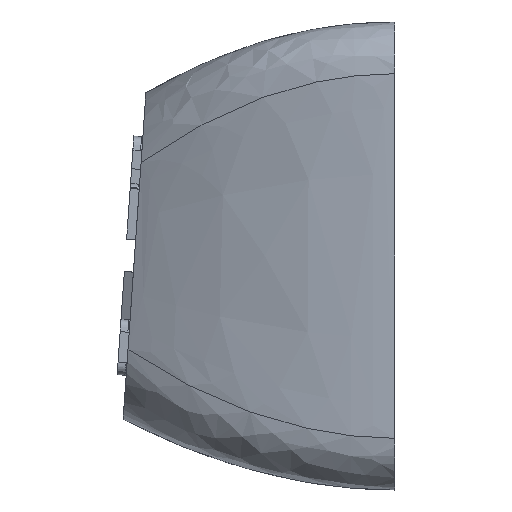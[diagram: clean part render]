
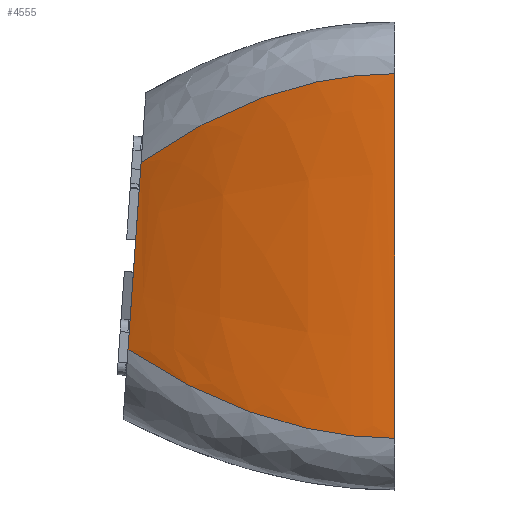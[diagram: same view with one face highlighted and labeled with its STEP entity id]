
A CAD part, left-side view. The second image highlights one B-rep face of the part: STEP entity #4555.
In plain terms, the highlighted free-form (B-spline) face has degree [3, 3] with [4, 4] control points.
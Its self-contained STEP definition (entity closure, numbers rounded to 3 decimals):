
#394=FACE_OUTER_BOUND('',#650,.T.);
#650=EDGE_LOOP('',(#4027,#4028,#4029,#4030));
#1058=LINE('',#9859,#1441);
#1059=LINE('',#9908,#1442);
#1441=VECTOR('',#5385,10.);
#1442=VECTOR('',#5388,10.);
#1687=B_SPLINE_CURVE_WITH_KNOTS('',3,(#9887,#9888,#9889,#9890),
 .UNSPECIFIED.,.F.,.F.,(4,4),(0.,1.),.UNSPECIFIED.);
#1688=B_SPLINE_CURVE_WITH_KNOTS('',3,(#9909,#9910,#9911,#9912),
 .UNSPECIFIED.,.F.,.F.,(4,4),(0.,1.),.UNSPECIFIED.);
#2146=VERTEX_POINT('',#9845);
#2152=VERTEX_POINT('',#9857);
#2154=VERTEX_POINT('',#9881);
#2155=VERTEX_POINT('',#9907);
#2805=EDGE_CURVE('',#2146,#2152,#1058,.T.);
#2808=EDGE_CURVE('',#2154,#2146,#1687,.T.);
#2809=EDGE_CURVE('',#2154,#2155,#1059,.T.);
#2810=EDGE_CURVE('',#2155,#2152,#1688,.T.);
#4027=ORIENTED_EDGE('',*,*,#2809,.F.);
#4028=ORIENTED_EDGE('',*,*,#2808,.T.);
#4029=ORIENTED_EDGE('',*,*,#2805,.T.);
#4030=ORIENTED_EDGE('',*,*,#2810,.F.);
#4318=B_SPLINE_SURFACE_WITH_KNOTS('',3,3,((#9891,#9892,#9893,#9894),(#9895,
#9896,#9897,#9898),(#9899,#9900,#9901,#9902),(#9903,#9904,#9905,#9906)),
 .UNSPECIFIED.,.F.,.F.,.F.,(4,4),(4,4),(0.,1.),(0.,1.),.UNSPECIFIED.);
#4555=ADVANCED_FACE('',(#394),#4318,.F.);
#5385=DIRECTION('',(0.,0.,1.));
#5388=DIRECTION('',(0.,-0.07,0.998));
#9845=CARTESIAN_POINT('',(0.,0.,2.));
#9857=CARTESIAN_POINT('',(0.,0.,16.1));
#9859=CARTESIAN_POINT('',(0.,0.,2.));
#9881=CARTESIAN_POINT('',(2.7,10.32,5.433));
#9887=CARTESIAN_POINT('Ctrl Pts',(2.7,10.32,5.433));
#9888=CARTESIAN_POINT('Ctrl Pts',(0.9,6.88,3.144));
#9889=CARTESIAN_POINT('Ctrl Pts',(0.,3.356,
2.));
#9890=CARTESIAN_POINT('Ctrl Pts',(0.,0.,2.));
#9891=CARTESIAN_POINT('Ctrl Pts',(2.7,10.32,5.433));
#9892=CARTESIAN_POINT('Ctrl Pts',(0.9,6.88,3.144));
#9893=CARTESIAN_POINT('Ctrl Pts',(0.,3.356,
2.));
#9894=CARTESIAN_POINT('Ctrl Pts',(0.,0.,2.));
#9895=CARTESIAN_POINT('Ctrl Pts',(2.7,10.221,6.843));
#9896=CARTESIAN_POINT('Ctrl Pts',(0.939,6.814,4.776));
#9897=CARTESIAN_POINT('Ctrl Pts',(0.,3.356,
3.047));
#9898=CARTESIAN_POINT('Ctrl Pts',(0.,0.,3.047));
#9899=CARTESIAN_POINT('Ctrl Pts',(2.7,9.913,11.261));
#9900=CARTESIAN_POINT('Ctrl Pts',(0.939,6.608,13.325));
#9901=CARTESIAN_POINT('Ctrl Pts',(0.,3.356,
15.053));
#9902=CARTESIAN_POINT('Ctrl Pts',(0.,0.,15.053));
#9903=CARTESIAN_POINT('Ctrl Pts',(2.7,9.814,12.671));
#9904=CARTESIAN_POINT('Ctrl Pts',(0.9,6.543,14.957));
#9905=CARTESIAN_POINT('Ctrl Pts',(0.,3.356,
16.1));
#9906=CARTESIAN_POINT('Ctrl Pts',(0.,0.,16.1));
#9907=CARTESIAN_POINT('',(2.7,9.814,12.671));
#9908=CARTESIAN_POINT('',(2.7,10.32,5.433));
#9909=CARTESIAN_POINT('Ctrl Pts',(2.7,9.814,12.671));
#9910=CARTESIAN_POINT('Ctrl Pts',(0.9,6.543,14.957));
#9911=CARTESIAN_POINT('Ctrl Pts',(0.,3.356,
16.1));
#9912=CARTESIAN_POINT('Ctrl Pts',(0.,0.,
16.1));
